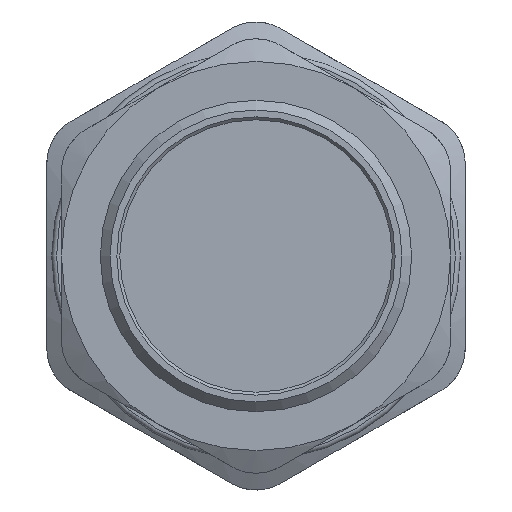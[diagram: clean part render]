
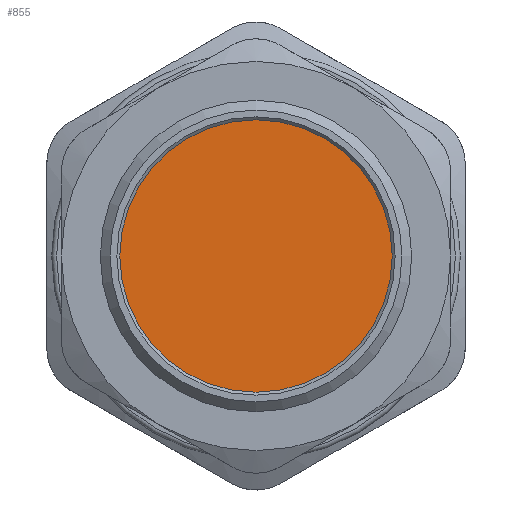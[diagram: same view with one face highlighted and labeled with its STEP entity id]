
A CAD part, front view. The second image highlights one B-rep face of the part: STEP entity #855.
In plain terms, the highlighted planar face has unit normal (0, -1, 0).
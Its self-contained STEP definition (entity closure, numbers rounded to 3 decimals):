
#234=FACE_OUTER_BOUND('',#287,.T.);
#287=EDGE_LOOP('',(#583));
#344=CIRCLE('',#933,14.);
#376=VERTEX_POINT('',#1225);
#456=EDGE_CURVE('',#376,#376,#344,.T.);
#583=ORIENTED_EDGE('',*,*,#456,.F.);
#837=PLANE('',#932);
#855=ADVANCED_FACE('',(#234),#837,.F.);
#932=AXIS2_PLACEMENT_3D('',#1224,#1021,#1022);
#933=AXIS2_PLACEMENT_3D('',#1226,#1023,#1024);
#1021=DIRECTION('center_axis',(0.,1.,0.));
#1022=DIRECTION('ref_axis',(0.,0.,1.));
#1023=DIRECTION('center_axis',(0.,1.,0.));
#1024=DIRECTION('ref_axis',(1.,0.,0.));
#1224=CARTESIAN_POINT('Origin',(-15.743,-39.636,-0.388));
#1225=CARTESIAN_POINT('',(-29.743,-39.636,-0.388));
#1226=CARTESIAN_POINT('Origin',(-15.743,-39.636,-0.388));
